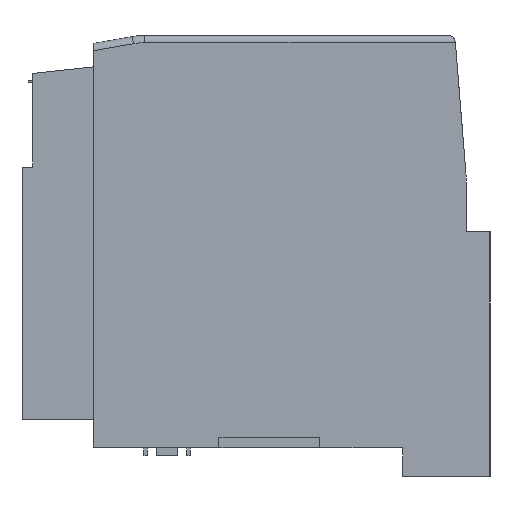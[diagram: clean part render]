
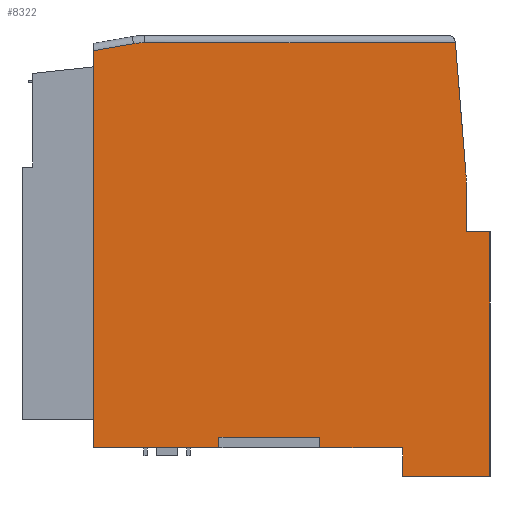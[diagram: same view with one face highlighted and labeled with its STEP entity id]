
A CAD part, left-side view. The second image highlights one B-rep face of the part: STEP entity #8322.
In plain terms, the highlighted planar face has unit normal (-1, 0, 0).
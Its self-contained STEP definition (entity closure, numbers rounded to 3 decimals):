
#426 = LINE ( 'NONE', #19592, #5647 ) ;
#659 = AXIS2_PLACEMENT_3D ( 'NONE', #10273, #25743, #12852 ) ;
#786 = ORIENTED_EDGE ( 'NONE', *, *, #10419, .T. ) ;
#996 = CIRCLE ( 'NONE', #3445, 9. ) ;
#1394 = CARTESIAN_POINT ( 'NONE',  ( -23.8, -29.25, 30.05 ) ) ;
#1428 = EDGE_CURVE ( 'NONE', #25450, #8024, #20480, .T. ) ;
#1437 = VECTOR ( 'NONE', #26308, 1000. ) ;
#1487 = VERTEX_POINT ( 'NONE', #5162 ) ;
#1762 = LINE ( 'NONE', #24396, #24613 ) ;
#1831 = CARTESIAN_POINT ( 'NONE',  ( -23.8, 18.784, 47.35 ) ) ;
#1912 = VERTEX_POINT ( 'NONE', #7206 ) ;
#2060 = CIRCLE ( 'NONE', #11960, 20. ) ;
#2471 = DIRECTION ( 'NONE',  ( -1., 0., 0. ) ) ;
#2481 = LINE ( 'NONE', #21887, #24636 ) ;
#2495 = LINE ( 'NONE', #22393, #18730 ) ;
#2862 = VERTEX_POINT ( 'NONE', #14767 ) ;
#3331 = CARTESIAN_POINT ( 'NONE',  ( -23.8, -25.95, 0. ) ) ;
#3445 = AXIS2_PLACEMENT_3D ( 'NONE', #1831, #17267, #4043 ) ;
#3794 = EDGE_CURVE ( 'NONE', #5062, #9788, #26981, .T. ) ;
#3977 = CARTESIAN_POINT ( 'NONE',  ( -23.8, -29.25, 30.05 ) ) ;
#4007 = EDGE_LOOP ( 'NONE', ( #13315, #17105, #786, #13788, #9463, #22324, #25531, #26589, #26703, #18063, #11265, #13230, #12310, #16441, #23648, #9096 ) ) ;
#4043 = DIRECTION ( 'NONE',  ( 0., 0., -1. ) ) ;
#4427 = VECTOR ( 'NONE', #22100, 1000. ) ;
#4651 = CARTESIAN_POINT ( 'NONE',  ( -23.8, -25.95, 36.791 ) ) ;
#5062 = VERTEX_POINT ( 'NONE', #4651 ) ;
#5162 = CARTESIAN_POINT ( 'NONE',  ( -23.8, -17.09, 0. ) ) ;
#5200 = VECTOR ( 'NONE', #15062, 1000. ) ;
#5565 = DIRECTION ( 'NONE',  ( 0., -1., 0. ) ) ;
#5647 = VECTOR ( 'NONE', #28577, 1000. ) ;
#6086 = VERTEX_POINT ( 'NONE', #1394 ) ;
#6400 = EDGE_CURVE ( 'NONE', #27714, #8024, #10776, .T. ) ;
#6467 = LINE ( 'NONE', #24212, #17516 ) ;
#6536 = EDGE_CURVE ( 'NONE', #22576, #23493, #2481, .T. ) ;
#7206 = CARTESIAN_POINT ( 'NONE',  ( -23.8, -5.55, 1.5 ) ) ;
#7291 = CARTESIAN_POINT ( 'NONE',  ( -23.8, -25.885, 38.406 ) ) ;
#7358 = DIRECTION ( 'NONE',  ( 0., 0., -1. ) ) ;
#7515 = VERTEX_POINT ( 'NONE', #11444 ) ;
#7584 = LINE ( 'NONE', #13761, #24548 ) ;
#7862 = LINE ( 'NONE', #3977, #22760 ) ;
#8024 = VERTEX_POINT ( 'NONE', #11243 ) ;
#8156 = VERTEX_POINT ( 'NONE', #7291 ) ;
#8322 = ADVANCED_FACE ( 'NONE', ( #16463 ), #12355, .F. ) ;
#9096 = ORIENTED_EDGE ( 'NONE', *, *, #28722, .T. ) ;
#9302 = VECTOR ( 'NONE', #25090, 1000. ) ;
#9425 = VECTOR ( 'NONE', #7358, 1000. ) ;
#9463 = ORIENTED_EDGE ( 'NONE', *, *, #17735, .T. ) ;
#9788 = VERTEX_POINT ( 'NONE', #11170 ) ;
#9957 = EDGE_CURVE ( 'NONE', #1912, #7515, #1762, .T. ) ;
#10273 = CARTESIAN_POINT ( 'NONE',  ( -23.8, -25.95, 57.35 ) ) ;
#10419 = EDGE_CURVE ( 'NONE', #24674, #22576, #996, .T. ) ;
#10568 = CARTESIAN_POINT ( 'NONE',  ( -23.8, -29.25, -4. ) ) ;
#10776 = LINE ( 'NONE', #3331, #15968 ) ;
#11170 = CARTESIAN_POINT ( 'NONE',  ( -23.8, -25.95, 30.05 ) ) ;
#11220 = DIRECTION ( 'NONE',  ( 0., -1., 0. ) ) ;
#11243 = CARTESIAN_POINT ( 'NONE',  ( -23.8, 8.45, 0. ) ) ;
#11265 = ORIENTED_EDGE ( 'NONE', *, *, #12488, .F. ) ;
#11444 = CARTESIAN_POINT ( 'NONE',  ( -23.8, -5.55, 0. ) ) ;
#11465 = VERTEX_POINT ( 'NONE', #10568 ) ;
#11572 = EDGE_CURVE ( 'NONE', #7515, #1487, #6467, .T. ) ;
#11960 = AXIS2_PLACEMENT_3D ( 'NONE', #15692, #2471, #17928 ) ;
#12310 = ORIENTED_EDGE ( 'NONE', *, *, #25511, .F. ) ;
#12355 = PLANE ( 'NONE',  #659 ) ;
#12488 = EDGE_CURVE ( 'NONE', #2862, #1487, #17248, .T. ) ;
#12852 = DIRECTION ( 'NONE',  ( 0., 0., -1. ) ) ;
#13192 = LINE ( 'NONE', #24102, #1437 ) ;
#13230 = ORIENTED_EDGE ( 'NONE', *, *, #27996, .F. ) ;
#13315 = ORIENTED_EDGE ( 'NONE', *, *, #23975, .F. ) ;
#13761 = CARTESIAN_POINT ( 'NONE',  ( -23.8, 25.95, 57.35 ) ) ;
#13788 = ORIENTED_EDGE ( 'NONE', *, *, #6536, .T. ) ;
#14181 = DIRECTION ( 'NONE',  ( 0., 0., 1. ) ) ;
#14607 = VERTEX_POINT ( 'NONE', #27891 ) ;
#14767 = CARTESIAN_POINT ( 'NONE',  ( -23.8, -17.09, -4. ) ) ;
#15062 = DIRECTION ( 'NONE',  ( 0., 1., 0. ) ) ;
#15305 = EDGE_CURVE ( 'NONE', #1912, #25450, #21324, .T. ) ;
#15692 = CARTESIAN_POINT ( 'NONE',  ( -23.8, -5.95, 36.791 ) ) ;
#15818 = CARTESIAN_POINT ( 'NONE',  ( -23.8, 18.784, 56.35 ) ) ;
#15968 = VECTOR ( 'NONE', #5565, 1000. ) ;
#16441 = ORIENTED_EDGE ( 'NONE', *, *, #20091, .T. ) ;
#16463 = FACE_OUTER_BOUND ( 'NONE', #4007, .T. ) ;
#16568 = VECTOR ( 'NONE', #14181, 1000. ) ;
#17105 = ORIENTED_EDGE ( 'NONE', *, *, #19193, .T. ) ;
#17248 = LINE ( 'NONE', #20753, #16568 ) ;
#17267 = DIRECTION ( 'NONE',  ( -1., 0., 0. ) ) ;
#17516 = VECTOR ( 'NONE', #11220, 1000. ) ;
#17735 = EDGE_CURVE ( 'NONE', #23493, #27714, #7584, .T. ) ;
#17928 = DIRECTION ( 'NONE',  ( 0., 0., -1. ) ) ;
#18063 = ORIENTED_EDGE ( 'NONE', *, *, #11572, .T. ) ;
#18371 = CARTESIAN_POINT ( 'NONE',  ( -23.8, 8.45, 1.5 ) ) ;
#18730 = VECTOR ( 'NONE', #24599, 1000. ) ;
#19177 = DIRECTION ( 'NONE',  ( 0., 0.985, -0.172 ) ) ;
#19193 = EDGE_CURVE ( 'NONE', #14607, #24674, #426, .T. ) ;
#19251 = CARTESIAN_POINT ( 'NONE',  ( -23.8, 8.45, 1.5 ) ) ;
#19592 = CARTESIAN_POINT ( 'NONE',  ( -23.8, -25.95, 56.35 ) ) ;
#19852 = CARTESIAN_POINT ( 'NONE',  ( -23.8, 0., 1.5 ) ) ;
#20091 = EDGE_CURVE ( 'NONE', #6086, #9788, #22827, .T. ) ;
#20430 = DIRECTION ( 'NONE',  ( 0., 0., -1. ) ) ;
#20480 = LINE ( 'NONE', #18371, #9425 ) ;
#20753 = CARTESIAN_POINT ( 'NONE',  ( -23.8, -17.09, -4. ) ) ;
#21324 = LINE ( 'NONE', #19852, #4427 ) ;
#21665 = DIRECTION ( 'NONE',  ( 0., 0., -1. ) ) ;
#21887 = CARTESIAN_POINT ( 'NONE',  ( -23.8, -24.773, 64.091 ) ) ;
#22100 = DIRECTION ( 'NONE',  ( 0., 1., 0. ) ) ;
#22179 = DIRECTION ( 'NONE',  ( 0., 0., -1. ) ) ;
#22324 = ORIENTED_EDGE ( 'NONE', *, *, #6400, .T. ) ;
#22393 = CARTESIAN_POINT ( 'NONE',  ( -23.8, -17.09, -4. ) ) ;
#22571 = CARTESIAN_POINT ( 'NONE',  ( -23.8, 25.95, 55.235 ) ) ;
#22576 = VERTEX_POINT ( 'NONE', #26602 ) ;
#22760 = VECTOR ( 'NONE', #21665, 1000. ) ;
#22827 = LINE ( 'NONE', #23705, #5200 ) ;
#22854 = CARTESIAN_POINT ( 'NONE',  ( -23.8, -25.95, 57.35 ) ) ;
#23493 = VERTEX_POINT ( 'NONE', #22571 ) ;
#23528 = CARTESIAN_POINT ( 'NONE',  ( -23.8, 25.95, 0. ) ) ;
#23648 = ORIENTED_EDGE ( 'NONE', *, *, #3794, .F. ) ;
#23705 = CARTESIAN_POINT ( 'NONE',  ( -23.8, -29.25, 30.05 ) ) ;
#23975 = EDGE_CURVE ( 'NONE', #14607, #8156, #13192, .T. ) ;
#24102 = CARTESIAN_POINT ( 'NONE',  ( -23.8, -24.35, 57.35 ) ) ;
#24212 = CARTESIAN_POINT ( 'NONE',  ( -23.8, -25.95, 0. ) ) ;
#24396 = CARTESIAN_POINT ( 'NONE',  ( -23.8, -5.55, 1.5 ) ) ;
#24548 = VECTOR ( 'NONE', #20430, 1000. ) ;
#24599 = DIRECTION ( 'NONE',  ( 0., 1., 0. ) ) ;
#24613 = VECTOR ( 'NONE', #22179, 1000. ) ;
#24636 = VECTOR ( 'NONE', #19177, 1000. ) ;
#24674 = VERTEX_POINT ( 'NONE', #15818 ) ;
#25090 = DIRECTION ( 'NONE',  ( 0., 0., -1. ) ) ;
#25450 = VERTEX_POINT ( 'NONE', #19251 ) ;
#25511 = EDGE_CURVE ( 'NONE', #6086, #11465, #7862, .T. ) ;
#25531 = ORIENTED_EDGE ( 'NONE', *, *, #1428, .F. ) ;
#25743 = DIRECTION ( 'NONE',  ( 1., 0., 0. ) ) ;
#26308 = DIRECTION ( 'NONE',  ( 0., -0.081, -0.997 ) ) ;
#26589 = ORIENTED_EDGE ( 'NONE', *, *, #15305, .F. ) ;
#26602 = CARTESIAN_POINT ( 'NONE',  ( -23.8, 20.332, 56.216 ) ) ;
#26703 = ORIENTED_EDGE ( 'NONE', *, *, #9957, .T. ) ;
#26981 = LINE ( 'NONE', #22854, #9302 ) ;
#27714 = VERTEX_POINT ( 'NONE', #23528 ) ;
#27891 = CARTESIAN_POINT ( 'NONE',  ( -23.8, -24.431, 56.35 ) ) ;
#27996 = EDGE_CURVE ( 'NONE', #11465, #2862, #2495, .T. ) ;
#28577 = DIRECTION ( 'NONE',  ( 0., 1., 0. ) ) ;
#28722 = EDGE_CURVE ( 'NONE', #5062, #8156, #2060, .T. ) ;
